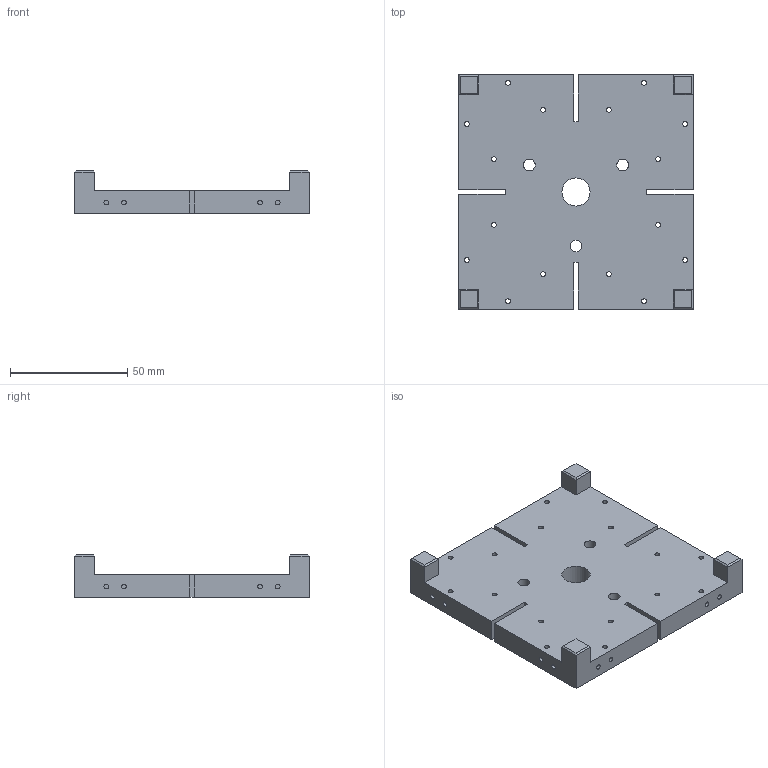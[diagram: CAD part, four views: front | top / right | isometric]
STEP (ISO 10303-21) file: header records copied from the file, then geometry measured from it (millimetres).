
FILE_DESCRIPTION(('FreeCAD Model'),'2;1');
FILE_NAME('Open CASCADE Shape Model','2024-01-08T16:09:40',('Author'),( ''),'Open CASCADE STEP processor 7.6','FreeCAD','Unknown');
FILE_SCHEMA(('AUTOMOTIVE_DESIGN { 1 0 10303 214 1 1 1 1 }'));
Length unit declared in the file: millimetre
Products named in the file (1): refine_difference009
Bounding box: 100 x 100 x 18 mm (x, y, z)
Volume: 93012 mm3; surface area: 28236 mm2
Topology: 1 solids, 1 shells, 121 faces, 314 edges, 195 vertices
Faces by surface type: plane 66, cylinder 52, cone 3
Full cylindrical faces by diameter (mm): 2.05 x48, 5 x3, 12 x1
Entity records: 8594 total; most frequent: CARTESIAN_POINT 2661, DIRECTION 988, ORIENTED_EDGE 628, PCURVE 628, DEFINITIONAL_REPRESENTATION 628, LINE 471, VECTOR 471, EDGE_CURVE 314
